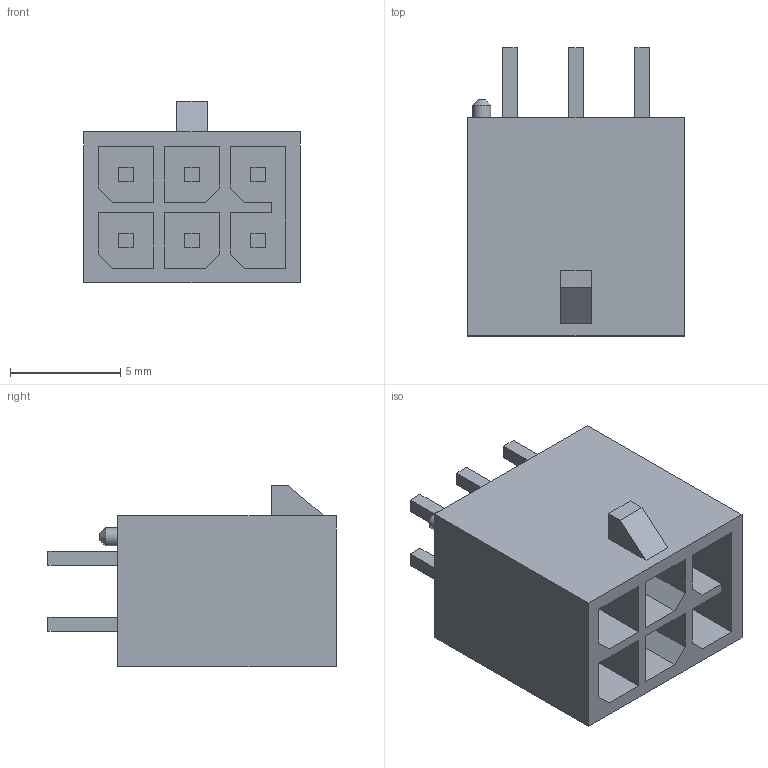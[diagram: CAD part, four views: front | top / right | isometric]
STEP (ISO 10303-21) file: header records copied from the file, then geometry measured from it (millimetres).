
FILE_DESCRIPTION(/* description */ (''),/* implementation_level */ '2;1');
FILE_NAME(/* name */ '2068320601wbm000_01_214.stp',/* time_stamp */ '2021-12-09T21:34:27+05:00',/* author */ (''),/* organization */ (''),/* preprocessor_version */ 'ST-DEVELOPER v16.7',/* originating_system */ 'SIEMENS PLM Software NX 1919',/* authorisation */ '');
FILE_SCHEMA (('AUTOMOTIVE_DESIGN { 1 0 10303 214 3 1 1 1 }'));
Length unit declared in the file: millimetre
Products named in the file (1): 2068320601wbm000_01
Bounding box: 9.85 x 13.09 x 8.26 mm (x, y, z)
Volume: 442.2 mm3; surface area: 973.2 mm2
Topology: 1 solids, 1 shells, 109 faces, 263 edges, 175 vertices
Faces by surface type: plane 107, cylinder 1, cone 1
Full cylindrical faces by diameter (mm): 0.83 x1
Entity records: 3126 total; most frequent: CARTESIAN_POINT 546, ORIENTED_EDGE 522, DIRECTION 484, EDGE_CURVE 261, LINE 258, VECTOR 258, VERTEX_POINT 175, EDGE_LOOP 130
